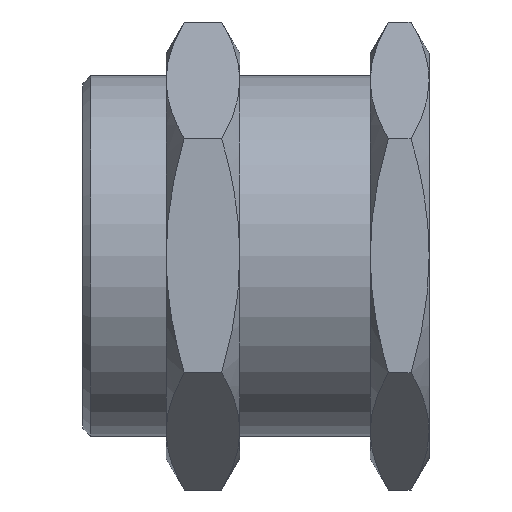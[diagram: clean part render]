
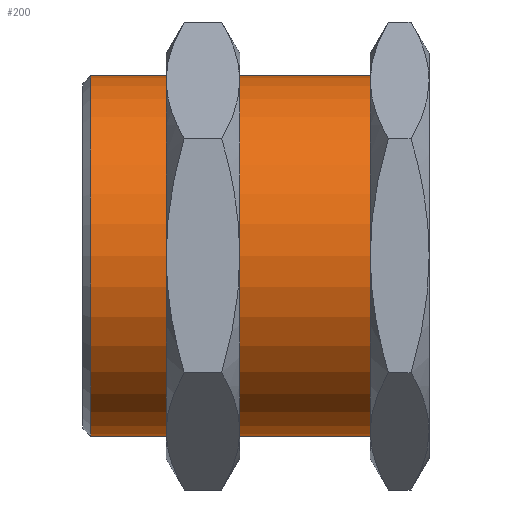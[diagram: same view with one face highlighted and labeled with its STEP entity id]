
A CAD part, top view. The second image highlights one B-rep face of the part: STEP entity #200.
In plain terms, the highlighted cylindrical face has radius 24.5 mm (diameter 49 mm), a partial arc.
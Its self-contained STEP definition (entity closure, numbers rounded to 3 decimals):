
#200=ADVANCED_FACE('',(#405),#406,.T.);
#405=FACE_OUTER_BOUND('',#618,.T.);
#406=CYLINDRICAL_SURFACE('',#619,24.5);
#618=EDGE_LOOP('',(#1074,#1075,#1076,#1077));
#619=AXIS2_PLACEMENT_3D('',#1078,#1079,#1080);
#1074=ORIENTED_EDGE('',*,*,#1332,.F.);
#1075=ORIENTED_EDGE('',*,*,#1202,.T.);
#1076=ORIENTED_EDGE('',*,*,#1333,.F.);
#1077=ORIENTED_EDGE('',*,*,#1245,.T.);
#1078=CARTESIAN_POINT('',(-26.459,0.0,0.0));
#1079=DIRECTION('',(1.0,0.0,0.0));
#1080=DIRECTION('',(0.0,1.0,0.0));
#1202=EDGE_CURVE('',#1403,#1407,#1409,.T.);
#1245=EDGE_CURVE('',#1480,#1481,#1482,.T.);
#1332=EDGE_CURVE('',#1403,#1481,#1607,.T.);
#1333=EDGE_CURVE('',#1480,#1407,#1608,.T.);
#1403=VERTEX_POINT('',#1684);
#1407=VERTEX_POINT('',#1689);
#1409=CIRCLE('',#1692,24.5);
#1480=VERTEX_POINT('',#1894);
#1481=VERTEX_POINT('',#1895);
#1482=CIRCLE('',#1896,24.5);
#1607=LINE('',#2335,#2336);
#1608=LINE('',#2337,#2338);
#1684=CARTESIAN_POINT('',(-45.918,24.5,0.0));
#1689=CARTESIAN_POINT('',(-45.918,-24.5,0.));
#1692=AXIS2_PLACEMENT_3D('',#2532,#2533,#2534);
#1894=CARTESIAN_POINT('',(-8.0,-24.5,0.));
#1895=CARTESIAN_POINT('',(-8.0,24.5,0.));
#1896=AXIS2_PLACEMENT_3D('',#2584,#2585,#2586);
#2335=CARTESIAN_POINT('',(-26.459,24.5,0.));
#2336=VECTOR('',#2661,1.0);
#2337=CARTESIAN_POINT('',(-26.459,-24.5,0.));
#2338=VECTOR('',#2662,1.0);
#2532=CARTESIAN_POINT('',(-45.918,0.0,0.0));
#2533=DIRECTION('',(1.0,0.0,0.0));
#2534=DIRECTION('',(0.0,1.0,0.0));
#2584=CARTESIAN_POINT('',(-8.0,0.0,0.0));
#2585=DIRECTION('',(-1.0,0.,-0.0));
#2586=DIRECTION('',(0.,1.0,0.0));
#2661=DIRECTION('',(1.0,0.0,0.0));
#2662=DIRECTION('',(-1.0,-0.0,-0.0));
